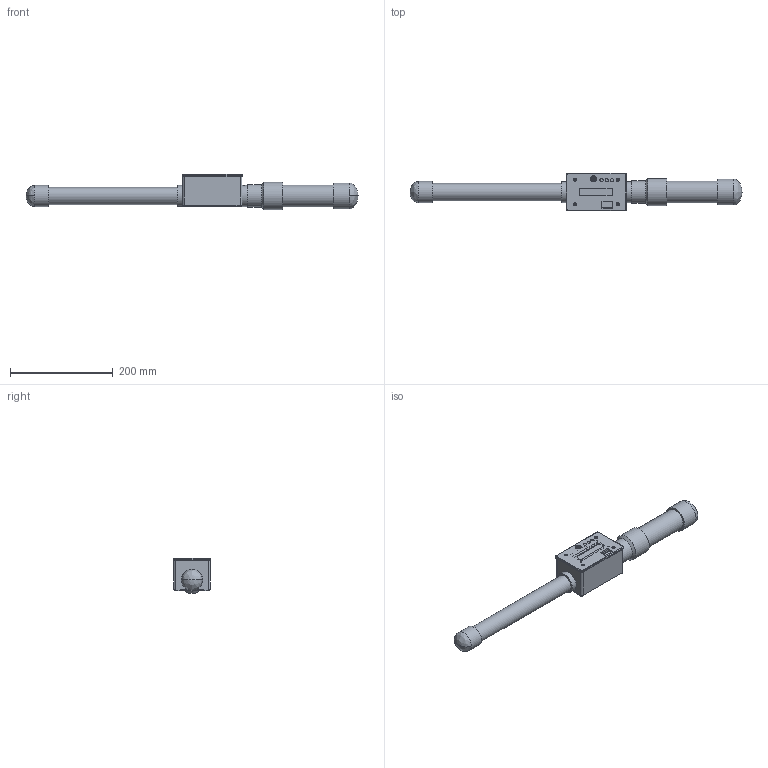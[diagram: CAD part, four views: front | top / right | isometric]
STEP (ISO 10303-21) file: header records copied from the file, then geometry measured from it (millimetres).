
FILE_DESCRIPTION(/* description */ (''),/* implementation_level */ '2;1');
FILE_NAME(/* name */ 'casing(assembly) v2.step',/* time_stamp */ '2020-07-12T13:35:37-04:00',/* author */ (''),/* organization */ (''),/* preprocessor_version */ 'ST-DEVELOPER v18.1',/* originating_system */ 'Autodesk Translation Framework v9.3.0.1241',/* authorisation */ '');
FILE_SCHEMA (('AUTOMOTIVE_DESIGN { 1 0 10303 214 3 1 1 }'));
Length unit declared in the file: millimetre
Products named in the file (12): casing(assembly); 7954K16; 6826K146; schedule 40 1 1/4 pipe; 48855K23; 48855K23 (1); 4880K53; 4880K54; 7954K31; lcd(for RFID); Battery holder; Screw hole: 90380A107
Assembly tree (11 placements, depth 2):
  casing(assembly)
    7954K16
    6826K146
    schedule 40 1 1/4 pipe
    48855K23
    48855K23 (1)
    4880K53
    4880K54
    7954K31
    lcd(for RFID)
    Battery holder
    Screw hole: 90380A107
Bounding box: 645.11 x 72.9 x 68.07 mm (x, y, z)
Volume: 526691.5 mm3; surface area: 270138.5 mm2
Topology: 13 solids, 13 shells, 939 faces, 2462 edges, 1598 vertices
Faces by surface type: plane 571, cylinder 244, cone 79, bspline 44, torus 1
Full cylindrical faces by diameter (mm): 1.935 x20, 3.175 x6, 3.4 x4, 3.81 x4, 6.096 x6, 6.3 x1, 12.3 x1, 13.931 x1, 24.308 x2, 28.791 x1, 32.865 x2, 33.401 x2, 34.595 x2, 34.801 x1, 35.052 x1, 40.894 x2, 41.173 x1, 42.164 x1, 43.434 x1, 50.006 x1, 52.578 x1
Entity records: 39845 total; most frequent: CARTESIAN_POINT 16740, ORIENTED_EDGE 4900, DIRECTION 4183, EDGE_CURVE 2450, LINE 1637, VECTOR 1637, VERTEX_POINT 1598, AXIS2_PLACEMENT_3D 1273
